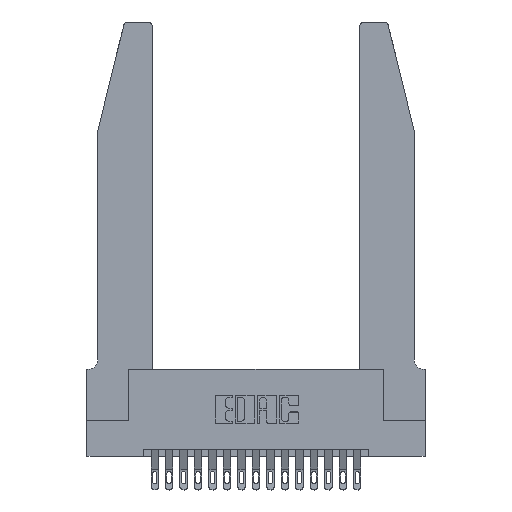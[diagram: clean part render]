
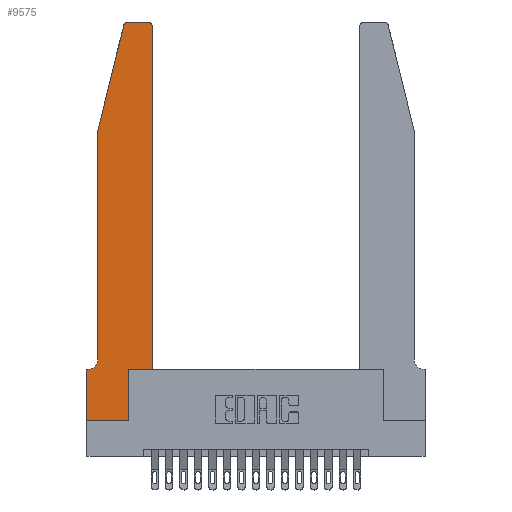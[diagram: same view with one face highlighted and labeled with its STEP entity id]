
A CAD part, top view. The second image highlights one B-rep face of the part: STEP entity #9575.
In plain terms, the highlighted planar face has unit normal (0, 0, 1).
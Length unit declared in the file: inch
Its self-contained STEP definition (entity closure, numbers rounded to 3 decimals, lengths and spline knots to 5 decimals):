
#233 = ORIENTED_EDGE ( 'NONE', *, *, #8083, .T. ) ;
#293 = LINE ( 'NONE', #19836, #16710 ) ;
#864 = LINE ( 'NONE', #15149, #17208 ) ;
#1707 = CARTESIAN_POINT ( 'NONE',  ( 0.4505, 0.35, 0.37 ) ) ;
#1824 = CARTESIAN_POINT ( 'NONE',  ( 0.2865, 0.35, 0.37 ) ) ;
#1979 = EDGE_CURVE ( 'NONE', #3191, #2846, #15447, .T. ) ;
#2629 = VECTOR ( 'NONE', #9165, 39.37008 ) ;
#2770 = EDGE_CURVE ( 'NONE', #8922, #5909, #6834, .T. ) ;
#2822 = AXIS2_PLACEMENT_3D ( 'NONE', #7894, #18784, #9482 ) ;
#2837 = VECTOR ( 'NONE', #12860, 39.37008 ) ;
#2846 = VERTEX_POINT ( 'NONE', #10523 ) ;
#2856 = VECTOR ( 'NONE', #19107, 39.37008 ) ;
#2945 = FACE_OUTER_BOUND ( 'NONE', #9586, .T. ) ;
#3191 = VERTEX_POINT ( 'NONE', #1707 ) ;
#4092 = ORIENTED_EDGE ( 'NONE', *, *, #7004, .T. ) ;
#5290 = VECTOR ( 'NONE', #6925, 39.37008 ) ;
#5765 = DIRECTION ( 'NONE',  ( 0., 0., -1. ) ) ;
#5909 = VERTEX_POINT ( 'NONE', #9606 ) ;
#6039 = CARTESIAN_POINT ( 'NONE',  ( 0.0755, 0.42, 0.37 ) ) ;
#6609 = ORIENTED_EDGE ( 'NONE', *, *, #13085, .T. ) ;
#6834 = LINE ( 'NONE', #16591, #14674 ) ;
#6873 = CARTESIAN_POINT ( 'NONE',  ( 0., 0.35, 0.37 ) ) ;
#6925 = DIRECTION ( 'NONE',  ( -1., 0., 0. ) ) ;
#7004 = EDGE_CURVE ( 'NONE', #9592, #12467, #864, .T. ) ;
#7370 = ORIENTED_EDGE ( 'NONE', *, *, #19134, .T. ) ;
#7475 = LINE ( 'NONE', #13552, #12121 ) ;
#7894 = CARTESIAN_POINT ( 'NONE',  ( 0.284, 2.72, 0.37 ) ) ;
#7995 = EDGE_CURVE ( 'NONE', #5909, #16964, #293, .T. ) ;
#8083 = EDGE_CURVE ( 'NONE', #12467, #8922, #11098, .T. ) ;
#8216 = CARTESIAN_POINT ( 'NONE',  ( 0.0755, 2., 0.37 ) ) ;
#8248 = DIRECTION ( 'NONE',  ( 0., 0., 1. ) ) ;
#8311 = EDGE_CURVE ( 'NONE', #2846, #12525, #8651, .T. ) ;
#8515 = LINE ( 'NONE', #14724, #5290 ) ;
#8651 = CIRCLE ( 'NONE', #20190, 0.03 ) ;
#8709 = EDGE_CURVE ( 'NONE', #20285, #18455, #14604, .T. ) ;
#8922 = VERTEX_POINT ( 'NONE', #14487 ) ;
#9165 = DIRECTION ( 'NONE',  ( 0., -1., 0. ) ) ;
#9211 = VERTEX_POINT ( 'NONE', #6039 ) ;
#9482 = DIRECTION ( 'NONE',  ( 1., 0., 0. ) ) ;
#9575 = ADVANCED_FACE ( 'NONE', ( #2945 ), #17792, .T. ) ;
#9586 = EDGE_LOOP ( 'NONE', ( #13215, #17357, #10548, #19310, #7370, #4092, #233, #13957, #18097, #6609, #10806, #16415 ) ) ;
#9592 = VERTEX_POINT ( 'NONE', #13165 ) ;
#9606 = CARTESIAN_POINT ( 'NONE',  ( 0.2865, 0., 0.37 ) ) ;
#9911 = VERTEX_POINT ( 'NONE', #11053 ) ;
#10045 = DIRECTION ( 'NONE',  ( 1., 0., 0. ) ) ;
#10282 = EDGE_CURVE ( 'NONE', #18455, #9911, #7475, .T. ) ;
#10425 = CARTESIAN_POINT ( 'NONE',  ( 0.25487, 2.72718, 0.37 ) ) ;
#10507 = DIRECTION ( 'NONE',  ( -1., 0., 0. ) ) ;
#10523 = CARTESIAN_POINT ( 'NONE',  ( 0.4505, 2.72, 0.37 ) ) ;
#10548 = ORIENTED_EDGE ( 'NONE', *, *, #10282, .T. ) ;
#10806 = ORIENTED_EDGE ( 'NONE', *, *, #1979, .T. ) ;
#10949 = CARTESIAN_POINT ( 'NONE',  ( 0.4205, 2.75, 0.37 ) ) ;
#11053 = CARTESIAN_POINT ( 'NONE',  ( 0.0755, 2., 0.37 ) ) ;
#11098 = LINE ( 'NONE', #20039, #2629 ) ;
#11309 = CARTESIAN_POINT ( 'NONE',  ( 0.4505, 0.35, 0.37 ) ) ;
#12121 = VECTOR ( 'NONE', #15137, 39.37008 ) ;
#12467 = VERTEX_POINT ( 'NONE', #16940 ) ;
#12476 = VECTOR ( 'NONE', #16756, 39.37008 ) ;
#12525 = VERTEX_POINT ( 'NONE', #10949 ) ;
#12860 = DIRECTION ( 'NONE',  ( 0., 1., 0. ) ) ;
#12882 = AXIS2_PLACEMENT_3D ( 'NONE', #15169, #5765, #16730 ) ;
#13085 = EDGE_CURVE ( 'NONE', #16964, #3191, #17100, .T. ) ;
#13165 = CARTESIAN_POINT ( 'NONE',  ( 0.0055, 0.35, 0.37 ) ) ;
#13215 = ORIENTED_EDGE ( 'NONE', *, *, #19670, .T. ) ;
#13552 = CARTESIAN_POINT ( 'NONE',  ( 0.0755, 2., 0.37 ) ) ;
#13957 = ORIENTED_EDGE ( 'NONE', *, *, #2770, .T. ) ;
#14487 = CARTESIAN_POINT ( 'NONE',  ( 0., 0., 0.37 ) ) ;
#14604 = CIRCLE ( 'NONE', #2822, 0.03 ) ;
#14629 = CARTESIAN_POINT ( 'NONE',  ( 0.284, 2.75, 0.37 ) ) ;
#14674 = VECTOR ( 'NONE', #19712, 39.37008 ) ;
#14724 = CARTESIAN_POINT ( 'NONE',  ( 0.2605, 2.75, 0.37 ) ) ;
#15137 = DIRECTION ( 'NONE',  ( -0.239, -0.971, 0. ) ) ;
#15149 = CARTESIAN_POINT ( 'NONE',  ( 0.0755, 0.35, 0.37 ) ) ;
#15169 = CARTESIAN_POINT ( 'NONE',  ( 0.0055, 0.42, 0.37 ) ) ;
#15220 = DIRECTION ( 'NONE',  ( 0., 1., 0. ) ) ;
#15447 = LINE ( 'NONE', #11309, #2837 ) ;
#15470 = LINE ( 'NONE', #8216, #2856 ) ;
#15781 = EDGE_CURVE ( 'NONE', #9911, #9211, #15470, .T. ) ;
#16415 = ORIENTED_EDGE ( 'NONE', *, *, #8311, .T. ) ;
#16591 = CARTESIAN_POINT ( 'NONE',  ( 0., 0., 0.37 ) ) ;
#16710 = VECTOR ( 'NONE', #15220, 39.37008 ) ;
#16730 = DIRECTION ( 'NONE',  ( -1., 0., 0. ) ) ;
#16756 = DIRECTION ( 'NONE',  ( 1., 0., 0. ) ) ;
#16940 = CARTESIAN_POINT ( 'NONE',  ( 0., 0.35, 0.37 ) ) ;
#16964 = VERTEX_POINT ( 'NONE', #1824 ) ;
#17100 = LINE ( 'NONE', #18300, #12476 ) ;
#17208 = VECTOR ( 'NONE', #10507, 39.37008 ) ;
#17357 = ORIENTED_EDGE ( 'NONE', *, *, #8709, .T. ) ;
#17566 = CARTESIAN_POINT ( 'NONE',  ( 0.4205, 2.72, 0.37 ) ) ;
#17792 = PLANE ( 'NONE',  #19964 ) ;
#18097 = ORIENTED_EDGE ( 'NONE', *, *, #7995, .T. ) ;
#18275 = CIRCLE ( 'NONE', #12882, 0.07 ) ;
#18300 = CARTESIAN_POINT ( 'NONE',  ( 0.4505, 0.35, 0.37 ) ) ;
#18455 = VERTEX_POINT ( 'NONE', #10425 ) ;
#18784 = DIRECTION ( 'NONE',  ( 0., 0., 1. ) ) ;
#19107 = DIRECTION ( 'NONE',  ( 0., -1., 0. ) ) ;
#19130 = DIRECTION ( 'NONE',  ( 1., 0., 0. ) ) ;
#19134 = EDGE_CURVE ( 'NONE', #9211, #9592, #18275, .T. ) ;
#19310 = ORIENTED_EDGE ( 'NONE', *, *, #15781, .T. ) ;
#19358 = DIRECTION ( 'NONE',  ( 0., 0., 1. ) ) ;
#19670 = EDGE_CURVE ( 'NONE', #12525, #20285, #8515, .T. ) ;
#19712 = DIRECTION ( 'NONE',  ( 1., 0., 0. ) ) ;
#19836 = CARTESIAN_POINT ( 'NONE',  ( 0.2865, 0.35, 0.37 ) ) ;
#19964 = AXIS2_PLACEMENT_3D ( 'NONE', #6873, #19358, #10045 ) ;
#20039 = CARTESIAN_POINT ( 'NONE',  ( 0., 0., 0.37 ) ) ;
#20190 = AXIS2_PLACEMENT_3D ( 'NONE', #17566, #8248, #19130 ) ;
#20285 = VERTEX_POINT ( 'NONE', #14629 ) ;
